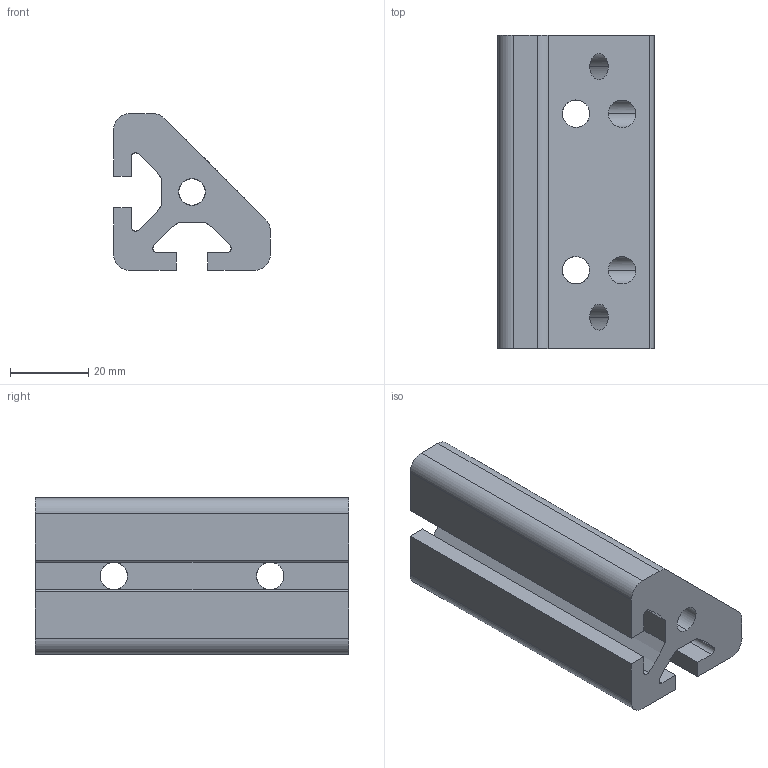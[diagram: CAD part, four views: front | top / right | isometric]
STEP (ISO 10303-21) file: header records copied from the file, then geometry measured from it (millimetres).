
FILE_DESCRIPTION (( 'STEP AP214' ), '1' );
FILE_NAME ('-72684521', '2019-02-04T10:21:01', ( '' ), ('JUGARD+KÜNSTNER GmbH'), 'SwSTEP 2.0', 'SolidWorks 2017', '' );
FILE_SCHEMA (( 'AUTOMOTIVE_DESIGN' ));
Length unit declared in the file: millimetre
Products named in the file (1): -72684521_CNAJF00
Bounding box: 40 x 80 x 40 mm (x, y, z)
Volume: 64946.7 mm3; surface area: 21646.4 mm2
Topology: 1 solids, 1 shells, 73 faces, 247 edges, 162 vertices
Faces by surface type: cylinder 44, plane 29
Entity records: 3339 total; most frequent: CARTESIAN_POINT 1255, ORIENTED_EDGE 494, DIRECTION 371, EDGE_CURVE 247, VERTEX_POINT 162, AXIS2_PLACEMENT_3D 130, VECTOR 111, LINE 111
